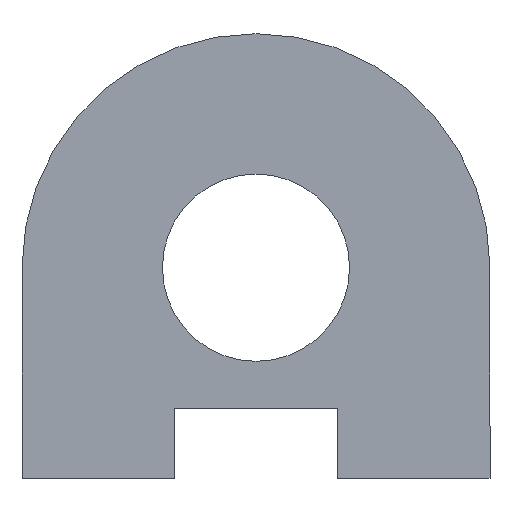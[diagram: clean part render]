
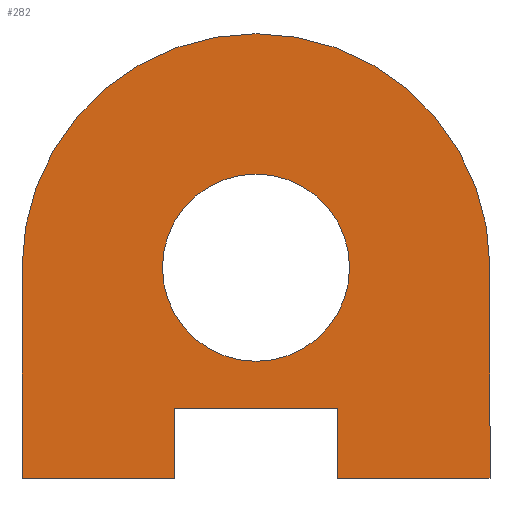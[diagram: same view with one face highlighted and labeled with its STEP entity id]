
A CAD part, left-side view. The second image highlights one B-rep face of the part: STEP entity #282.
In plain terms, the highlighted planar face has unit normal (-1, 0, 0).
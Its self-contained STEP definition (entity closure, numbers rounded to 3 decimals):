
#4 = DIRECTION ( 'NONE',  ( 0., 0., -1. ) ) ;
#14 = DIRECTION ( 'NONE',  ( 0., 1., 0. ) ) ;
#37 = DIRECTION ( 'NONE',  ( 0., 1., 0. ) ) ;
#44 = CARTESIAN_POINT ( 'NONE',  ( 14., 12., -20.5 ) ) ;
#52 = CIRCLE ( 'NONE', #187, 2. ) ;
#64 = CARTESIAN_POINT ( 'NONE',  ( 14., 22., -20.5 ) ) ;
#68 = DIRECTION ( 'NONE',  ( 0., 0., -1. ) ) ;
#75 = DIRECTION ( 'NONE',  ( -1., 0., 0. ) ) ;
#81 = DIRECTION ( 'NONE',  ( 1., 0., 0. ) ) ;
#85 = DIRECTION ( 'NONE',  ( 1., 0., 0. ) ) ;
#88 = CARTESIAN_POINT ( 'NONE',  ( 14., 17., -16. ) ) ;
#89 = VERTEX_POINT ( 'NONE', #363 ) ;
#91 = DIRECTION ( 'NONE',  ( 0., 0., -1. ) ) ;
#95 = PLANE ( 'NONE',  #255 ) ;
#98 = CARTESIAN_POINT ( 'NONE',  ( 14., 17., -16. ) ) ;
#109 = CARTESIAN_POINT ( 'NONE',  ( 14., 17., -16. ) ) ;
#120 = CIRCLE ( 'NONE', #220, 2. ) ;
#125 = CIRCLE ( 'NONE', #254, 5. ) ;
#136 = VECTOR ( 'NONE', #202, 1000. ) ;
#139 = LINE ( 'NONE', #243, #136 ) ;
#140 = DIRECTION ( 'NONE',  ( 0., 0., 1. ) ) ;
#142 = CARTESIAN_POINT ( 'NONE',  ( 14., 15.25, -20.5 ) ) ;
#147 = LINE ( 'NONE', #185, #148 ) ;
#148 = VECTOR ( 'NONE', #37, 1000. ) ;
#151 = DIRECTION ( 'NONE',  ( 0., 0., -1. ) ) ;
#154 = CARTESIAN_POINT ( 'NONE',  ( 14., 18.75, -19. ) ) ;
#160 = LINE ( 'NONE', #142, #179 ) ;
#166 = LINE ( 'NONE', #276, #172 ) ;
#172 = VECTOR ( 'NONE', #224, 1000. ) ;
#179 = VECTOR ( 'NONE', #186, 1000. ) ;
#182 = LINE ( 'NONE', #228, #201 ) ;
#185 = CARTESIAN_POINT ( 'NONE',  ( 14., 12., -20.5 ) ) ;
#186 = DIRECTION ( 'NONE',  ( 0., 0., 1. ) ) ;
#187 = AXIS2_PLACEMENT_3D ( 'NONE', #109, #422, #151 ) ;
#188 = VECTOR ( 'NONE', #14, 1000. ) ;
#191 = FACE_BOUND ( 'NONE', #271, .T. ) ;
#193 = DIRECTION ( 'NONE',  ( 0., 0., -1. ) ) ;
#197 = CARTESIAN_POINT ( 'NONE',  ( 14., 17., -18. ) ) ;
#201 = VECTOR ( 'NONE', #193, 1000. ) ;
#202 = DIRECTION ( 'NONE',  ( 0., 0., -1. ) ) ;
#204 = VECTOR ( 'NONE', #140, 1000. ) ;
#205 = LINE ( 'NONE', #64, #188 ) ;
#206 = CARTESIAN_POINT ( 'NONE',  ( 14., 17., -16. ) ) ;
#208 = LINE ( 'NONE', #330, #204 ) ;
#213 = CARTESIAN_POINT ( 'NONE',  ( 14., 12., -16. ) ) ;
#216 = FACE_OUTER_BOUND ( 'NONE', #280, .T. ) ;
#218 = CIRCLE ( 'NONE', #265, 5. ) ;
#220 = AXIS2_PLACEMENT_3D ( 'NONE', #88, #85, #4 ) ;
#224 = DIRECTION ( 'NONE',  ( 0., 1., 0. ) ) ;
#227 = VERTEX_POINT ( 'NONE', #381 ) ;
#228 = CARTESIAN_POINT ( 'NONE',  ( 14., 18.75, -20.5 ) ) ;
#229 = CARTESIAN_POINT ( 'NONE',  ( 14., 22., -16. ) ) ;
#243 = CARTESIAN_POINT ( 'NONE',  ( 14., 12., -16. ) ) ;
#247 = ORIENTED_EDGE ( 'NONE', *, *, #297, .F. ) ;
#254 = AXIS2_PLACEMENT_3D ( 'NONE', #206, #81, #91 ) ;
#255 = AXIS2_PLACEMENT_3D ( 'NONE', #98, #75, #68 ) ;
#262 = ORIENTED_EDGE ( 'NONE', *, *, #310, .F. ) ;
#265 = AXIS2_PLACEMENT_3D ( 'NONE', #286, #327, #324 ) ;
#266 = EDGE_CURVE ( 'NONE', #352, #462, #218, .T. ) ;
#268 = ORIENTED_EDGE ( 'NONE', *, *, #313, .F. ) ;
#271 = EDGE_LOOP ( 'NONE', ( #423, #458 ) ) ;
#276 = CARTESIAN_POINT ( 'NONE',  ( 14., 18.75, -19. ) ) ;
#278 = EDGE_CURVE ( 'NONE', #439, #352, #208, .T. ) ;
#280 = EDGE_LOOP ( 'NONE', ( #293, #410, #412, #374, #247, #419, #466, #262, #268 ) ) ;
#282 = ADVANCED_FACE ( 'NONE', ( #216, #191 ), #95, .T. ) ;
#284 = VERTEX_POINT ( 'NONE', #213 ) ;
#285 = EDGE_CURVE ( 'NONE', #227, #439, #205, .T. ) ;
#286 = CARTESIAN_POINT ( 'NONE',  ( 14., 17., -16. ) ) ;
#290 = EDGE_CURVE ( 'NONE', #425, #227, #182, .T. ) ;
#293 = ORIENTED_EDGE ( 'NONE', *, *, #266, .F. ) ;
#297 = EDGE_CURVE ( 'NONE', #430, #425, #166, .T. ) ;
#303 = EDGE_CURVE ( 'NONE', #89, #430, #160, .T. ) ;
#307 = EDGE_CURVE ( 'NONE', #444, #89, #147, .T. ) ;
#310 = EDGE_CURVE ( 'NONE', #284, #444, #139, .T. ) ;
#313 = EDGE_CURVE ( 'NONE', #462, #284, #125, .T. ) ;
#318 = EDGE_CURVE ( 'NONE', #405, #428, #120, .T. ) ;
#324 = DIRECTION ( 'NONE',  ( 0., 0., -1. ) ) ;
#327 = DIRECTION ( 'NONE',  ( 1., 0., 0. ) ) ;
#330 = CARTESIAN_POINT ( 'NONE',  ( 14., 22., -16. ) ) ;
#348 = CARTESIAN_POINT ( 'NONE',  ( 14., 17., -11. ) ) ;
#352 = VERTEX_POINT ( 'NONE', #229 ) ;
#363 = CARTESIAN_POINT ( 'NONE',  ( 14., 15.25, -20.5 ) ) ;
#374 = ORIENTED_EDGE ( 'NONE', *, *, #290, .F. ) ;
#378 = EDGE_CURVE ( 'NONE', #428, #405, #52, .T. ) ;
#381 = CARTESIAN_POINT ( 'NONE',  ( 14., 18.75, -20.5 ) ) ;
#405 = VERTEX_POINT ( 'NONE', #473 ) ;
#410 = ORIENTED_EDGE ( 'NONE', *, *, #278, .F. ) ;
#412 = ORIENTED_EDGE ( 'NONE', *, *, #285, .F. ) ;
#419 = ORIENTED_EDGE ( 'NONE', *, *, #303, .F. ) ;
#422 = DIRECTION ( 'NONE',  ( 1., 0., 0. ) ) ;
#423 = ORIENTED_EDGE ( 'NONE', *, *, #318, .T. ) ;
#424 = CARTESIAN_POINT ( 'NONE',  ( 14., 15.25, -19. ) ) ;
#425 = VERTEX_POINT ( 'NONE', #154 ) ;
#428 = VERTEX_POINT ( 'NONE', #197 ) ;
#430 = VERTEX_POINT ( 'NONE', #424 ) ;
#439 = VERTEX_POINT ( 'NONE', #474 ) ;
#444 = VERTEX_POINT ( 'NONE', #44 ) ;
#458 = ORIENTED_EDGE ( 'NONE', *, *, #378, .T. ) ;
#462 = VERTEX_POINT ( 'NONE', #348 ) ;
#466 = ORIENTED_EDGE ( 'NONE', *, *, #307, .F. ) ;
#473 = CARTESIAN_POINT ( 'NONE',  ( 14., 17., -14. ) ) ;
#474 = CARTESIAN_POINT ( 'NONE',  ( 14., 22., -20.5 ) ) ;
